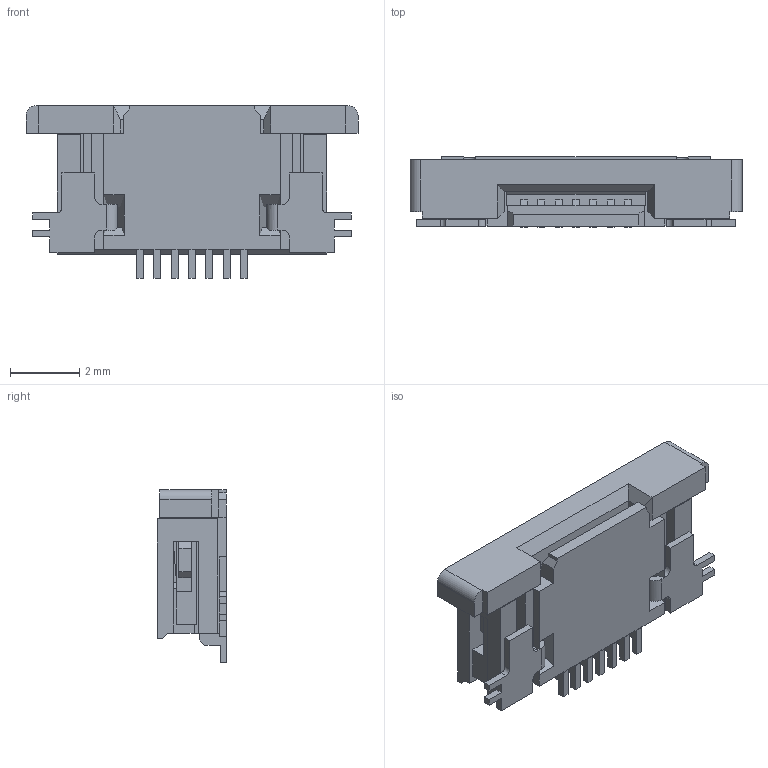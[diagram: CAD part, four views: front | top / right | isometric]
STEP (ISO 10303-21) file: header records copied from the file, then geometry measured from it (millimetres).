
FILE_DESCRIPTION((''),'2;1');
FILE_NAME('527460771','2019-05-22T',('gga'),(''),'PRO/ENGINEER BY PARAMETRIC TECHNOLOGY CORPORATION, 2016010','PRO/ENGINEER BY PARAMETRIC TECHNOLOGY CORPORATION, 2016010','');
FILE_SCHEMA(('CONFIG_CONTROL_DESIGN'));
Length unit declared in the file: millimetre
Products named in the file (1): 527460771
Bounding box: 9.6 x 2.02 x 5 mm (x, y, z)
Volume: 54.6 mm3; surface area: 235.3 mm2
Topology: 1 solids, 3 shells, 367 faces, 1109 edges, 744 vertices
Faces by surface type: plane 337, cylinder 30
Entity records: 12223 total; most frequent: CARTESIAN_POINT 2203, ORIENTED_EDGE 2138, DIRECTION 1899, EDGE_CURVE 1069, VECTOR 1039, LINE 1039, VERTEX_POINT 704, AXIS2_PLACEMENT_3D 430
